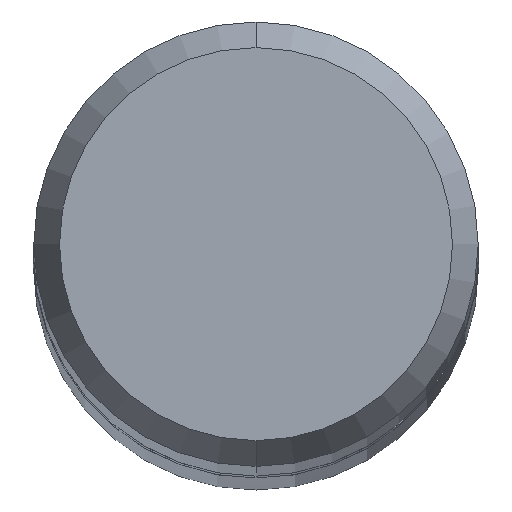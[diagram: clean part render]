
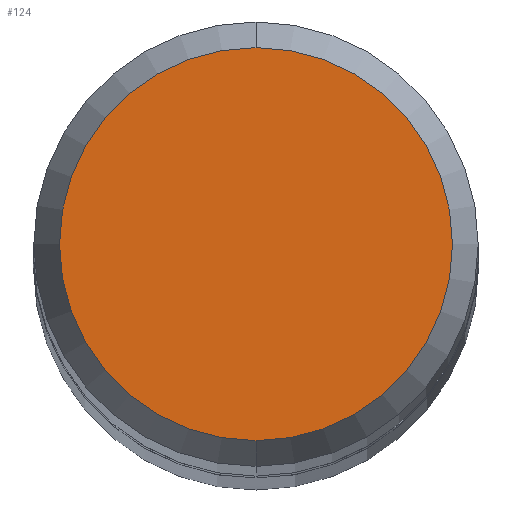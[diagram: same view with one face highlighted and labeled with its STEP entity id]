
A CAD part, top view. The second image highlights one B-rep face of the part: STEP entity #124.
In plain terms, the highlighted planar face has unit normal (0, 0, 1).
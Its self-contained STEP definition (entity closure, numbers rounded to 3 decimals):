
#106=EDGE_CURVE('',#144,#196,#252,.T.);
#124=ADVANCED_FACE('',(#273),#274,.T.);
#144=VERTEX_POINT('',#297);
#160=EDGE_CURVE('',#196,#144,#314,.T.);
#196=VERTEX_POINT('',#354);
#252=CIRCLE('',#413,1.752);
#273=FACE_OUTER_BOUND('',#439,.T.);
#274=PLANE('',#440);
#297=CARTESIAN_POINT('',(0.,-1.752,0.0));
#314=CIRCLE('',#485,1.752);
#354=CARTESIAN_POINT('',(0.0,1.752,0.0));
#413=AXIS2_PLACEMENT_3D('',#591,#592,#593);
#439=EDGE_LOOP('',(#628,#629));
#440=AXIS2_PLACEMENT_3D('',#630,#631,#632);
#485=AXIS2_PLACEMENT_3D('',#675,#676,#677);
#591=CARTESIAN_POINT('',(0.0,0.0,0.0));
#592=DIRECTION('',(0.0,0.0,-1.0));
#593=DIRECTION('',(0.0,1.0,0.0));
#628=ORIENTED_EDGE('',*,*,#160,.F.);
#629=ORIENTED_EDGE('',*,*,#106,.F.);
#630=CARTESIAN_POINT('',(0.0,0.876,0.0));
#631=DIRECTION('',(-0.0,0.0,1.0));
#632=DIRECTION('',(0.0,-1.0,0.0));
#675=CARTESIAN_POINT('',(0.0,0.0,0.0));
#676=DIRECTION('',(0.0,0.0,-1.0));
#677=DIRECTION('',(0.0,1.0,0.0));
